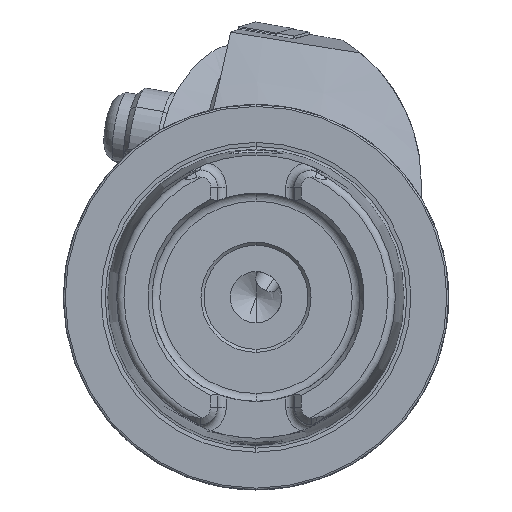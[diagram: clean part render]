
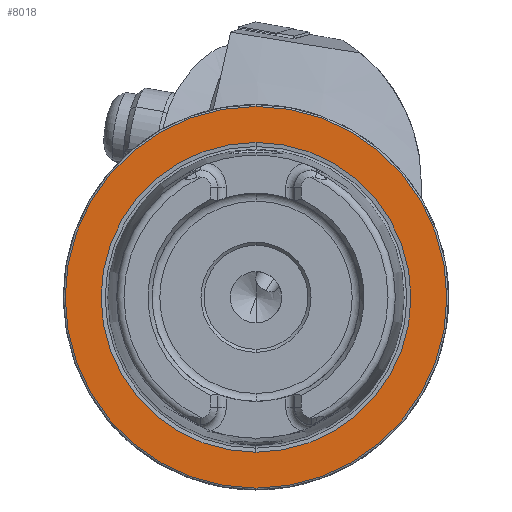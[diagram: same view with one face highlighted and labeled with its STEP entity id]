
A CAD part, left-side view. The second image highlights one B-rep face of the part: STEP entity #8018.
In plain terms, the highlighted planar face has unit normal (-1, 0, 0).
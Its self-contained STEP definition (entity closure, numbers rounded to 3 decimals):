
#753 = DIRECTION ( 'NONE',  ( 0., 0., 1. ) ) ;
#755 = DIRECTION ( 'NONE',  ( -1., 0., 0. ) ) ;
#756 = CARTESIAN_POINT ( 'NONE',  ( 0., 0., 0. ) ) ;
#757 = DIRECTION ( 'NONE',  ( 0., 0., 1. ) ) ;
#758 = DIRECTION ( 'NONE',  ( -1., 0., 0. ) ) ;
#759 = CARTESIAN_POINT ( 'NONE',  ( 0., 0., 0. ) ) ;
#1864 = CARTESIAN_POINT ( 'NONE',  ( 0., 0., -25.324 ) ) ;
#1868 = CARTESIAN_POINT ( 'NONE',  ( 0., 0., 25.324 ) ) ;
#1871 = CARTESIAN_POINT ( 'NONE',  ( 0., 0., 31.2 ) ) ;
#1874 = CARTESIAN_POINT ( 'NONE',  ( 0., 0., -31.2 ) ) ;
#5712 = DIRECTION ( 'NONE',  ( -1., 0., 0. ) ) ;
#5735 = DIRECTION ( 'NONE',  ( 0., 0., 1. ) ) ;
#5772 = CARTESIAN_POINT ( 'NONE',  ( 0., 0., 0. ) ) ;
#5773 = DIRECTION ( 'NONE',  ( -1., 0., 0. ) ) ;
#5774 = DIRECTION ( 'NONE',  ( 0., 0., 1. ) ) ;
#5783 = CARTESIAN_POINT ( 'NONE',  ( 0., 0., 0. ) ) ;
#5992 = EDGE_CURVE ( 'NONE', #7047, #7044, #11174, .T. ) ;
#5996 = EDGE_CURVE ( 'NONE', #7042, #7039, #11181, .T. ) ;
#6325 = ORIENTED_EDGE ( 'NONE', *, *, #7642, .F. ) ;
#6326 = ORIENTED_EDGE ( 'NONE', *, *, #5992, .F. ) ;
#6327 = ORIENTED_EDGE ( 'NONE', *, *, #5996, .T. ) ;
#6328 = ORIENTED_EDGE ( 'NONE', *, *, #7641, .T. ) ;
#7039 = VERTEX_POINT ( 'NONE', #1874 ) ;
#7042 = VERTEX_POINT ( 'NONE', #1871 ) ;
#7044 = VERTEX_POINT ( 'NONE', #1868 ) ;
#7047 = VERTEX_POINT ( 'NONE', #1864 ) ;
#7335 = EDGE_LOOP ( 'NONE', ( #6325, #6326 ) ) ;
#7342 = EDGE_LOOP ( 'NONE', ( #6327, #6328 ) ) ;
#7641 = EDGE_CURVE ( 'NONE', #7039, #7042, #11593, .T. ) ;
#7642 = EDGE_CURVE ( 'NONE', #7044, #7047, #11594, .T. ) ;
#8018 = ADVANCED_FACE ( 'NONE', ( #14429, #14426 ), #13615, .F. ) ;
#9207 = AXIS2_PLACEMENT_3D ( 'NONE', #5772, #5773, #5774 ) ;
#9210 = AXIS2_PLACEMENT_3D ( 'NONE', #5783, #5712, #5735 ) ;
#9292 = AXIS2_PLACEMENT_3D ( 'NONE', #759, #758, #757 ) ;
#9293 = AXIS2_PLACEMENT_3D ( 'NONE', #756, #755, #753 ) ;
#11174 = CIRCLE ( 'NONE', #9207, 25.324 ) ;
#11181 = CIRCLE ( 'NONE', #9210, 31.2 ) ;
#11593 = CIRCLE ( 'NONE', #9292, 31.2 ) ;
#11594 = CIRCLE ( 'NONE', #9293, 25.324 ) ;
#12741 = AXIS2_PLACEMENT_3D ( 'NONE', #13614, #13612, #13617 ) ;
#13612 = DIRECTION ( 'NONE',  ( 1., 0., 0. ) ) ;
#13614 = CARTESIAN_POINT ( 'NONE',  ( 0., 31.2, 0. ) ) ;
#13615 = PLANE ( 'NONE',  #12741 ) ;
#13617 = DIRECTION ( 'NONE',  ( 0., 0., -1. ) ) ;
#14426 = FACE_OUTER_BOUND ( 'NONE', #7342, .T. ) ;
#14429 = FACE_BOUND ( 'NONE', #7335, .T. ) ;
